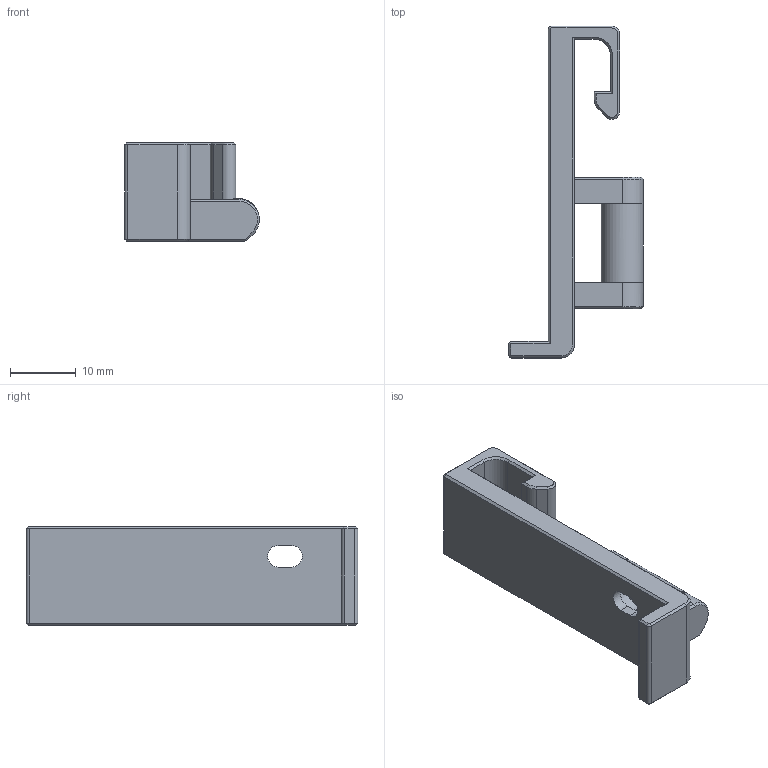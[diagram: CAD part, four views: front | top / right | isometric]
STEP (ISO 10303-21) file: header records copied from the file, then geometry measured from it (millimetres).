
FILE_DESCRIPTION(('FreeCAD Model'),'2;1');
FILE_NAME('cable_clamp.V02.step','2016-11-23T22:46:43',('Author'),(''), 'Open CASCADE STEP processor 6.8','FreeCAD','Unknown');
FILE_SCHEMA(('AUTOMOTIVE_DESIGN_CC2 { 1 2 10303 214 -1 1 5 4 }'));
Length unit declared in the file: millimetre
Products named in the file (2): ASSEMBLY; Clone_of_Pocket002
Assembly tree (1 placements, depth 2):
  ASSEMBLY
    Clone_of_Pocket002
Bounding box: 20.5 x 50.5 x 15 mm (x, y, z)
Volume: 4578.6 mm3; surface area: 3463.1 mm2
Topology: 1 solids, 1 shells, 122 faces, 296 edges, 174 vertices
Faces by surface type: plane 85, cone 18, cylinder 15, bspline 4
Entity records: 8045 total; most frequent: CARTESIAN_POINT 2234, DIRECTION 1024, LINE 672, VECTOR 672, ORIENTED_EDGE 592, PCURVE 592, DEFINITIONAL_REPRESENTATION 592, EDGE_CURVE 296
